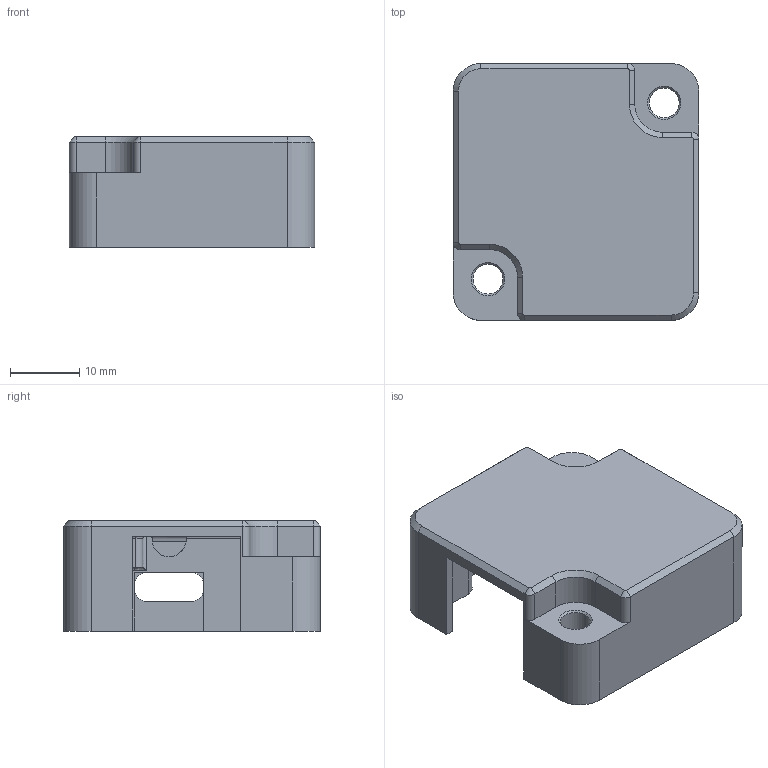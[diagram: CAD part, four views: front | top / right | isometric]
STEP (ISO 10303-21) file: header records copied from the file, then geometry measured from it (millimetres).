
FILE_DESCRIPTION(/* description */ ('STEP AP242','CAx-IF Rec.Pracs.---Representation and Presentation of Product Manufacturing Information (PMI)---4.0---2014-10-13','CAx-IF Rec.Pracs.---3D Tessellated Geometry---0.4---2014-09-14','2;1'),/* implementation_level */ '2;1');
FILE_NAME(/* name */ '6713735b2ef6d770770c4e8f',/* time_stamp */ '2024-10-19T08:52:43Z',/* author */ (''),/* organization */ (''),/* preprocessor_version */ 'ST-DEVELOPER v20',/* originating_system */ ' ',/* authorisation */ ' ');
FILE_SCHEMA (('AP242_MANAGED_MODEL_BASED_3D_ENGINEERING_MIM_LF { 1 0 10303 442 1 1 4 }'));
Length unit declared in the file: metre
Products named in the file (1): 002-1-00-P-01-02
Bounding box: 35.4 x 37 x 15.9 mm (x, y, z)
Volume: 6126.7 mm3; surface area: 6257.3 mm2
Topology: 1 solids, 1 shells, 155 faces, 399 edges, 239 vertices
Faces by surface type: bspline 155
Entity records: 5086 total; most frequent: CARTESIAN_POINT 1808, ORIENTED_EDGE 780, DIRECTION 539, EDGE_CURVE 390, VERTEX_POINT 239, LINE 235, VECTOR 235, EDGE_LOOP 163
